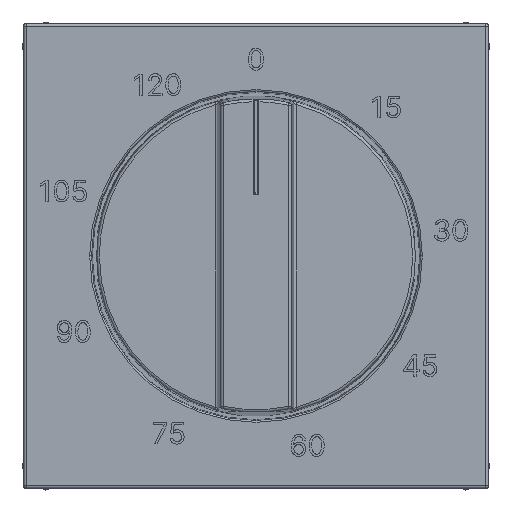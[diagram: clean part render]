
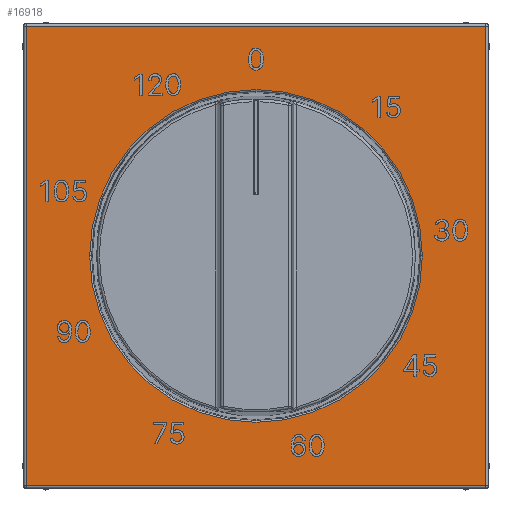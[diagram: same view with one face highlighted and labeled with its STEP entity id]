
A CAD part, top view. The second image highlights one B-rep face of the part: STEP entity #16918.
In plain terms, the highlighted face is planar.
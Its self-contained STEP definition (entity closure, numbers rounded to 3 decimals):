
#3724=DIRECTION('',(1.,0.,0.));
#3725=VECTOR('',#3724,54.881);
#3726=CARTESIAN_POINT('',(-27.44,10.,27.44));
#3727=LINE('4665',#3726,#3725);
#3732=DIRECTION('',(0.,0.,1.));
#3733=VECTOR('',#3732,54.881);
#3734=CARTESIAN_POINT('',(-27.44,10.,-27.44));
#3735=LINE('4669',#3734,#3733);
#3739=DIRECTION('',(-1.,0.,0.));
#3740=VECTOR('',#3739,54.881);
#3741=CARTESIAN_POINT('',(27.44,10.,-27.44));
#3742=LINE('4675',#3741,#3740);
#3746=DIRECTION('',(0.,0.,-1.));
#3747=VECTOR('',#3746,54.881);
#3748=CARTESIAN_POINT('',(27.44,10.,27.44));
#3749=LINE('4680',#3748,#3747);
#3753=CARTESIAN_POINT('',(0.,10.,0.));
#3754=DIRECTION('',(0.,-1.,0.));
#3755=DIRECTION('',(1.,0.,0.));
#3756=AXIS2_PLACEMENT_3D('',#3753,#3754,#3755);
#3761=CARTESIAN_POINT('',(0.,10.,0.));
#3762=DIRECTION('',(0.,-1.,0.));
#3763=DIRECTION('',(-1.,0.,0.));
#3764=AXIS2_PLACEMENT_3D('',#3761,#3762,#3763);
#15285=CARTESIAN_POINT('',(-27.44,10.,27.44));
#15286=CARTESIAN_POINT('',(27.44,10.,27.44));
#15287=VERTEX_POINT('',#15285);
#15288=VERTEX_POINT('',#15286);
#15295=CARTESIAN_POINT('',(-27.44,10.,-27.44));
#15296=VERTEX_POINT('',#15295);
#15307=CARTESIAN_POINT('',(27.44,10.,-27.44));
#15308=VERTEX_POINT('',#15307);
#15525=CARTESIAN_POINT('',(19.869,10.,0.));
#15526=CARTESIAN_POINT('',(-19.869,10.,0.));
#15527=VERTEX_POINT('',#15525);
#15528=VERTEX_POINT('',#15526);
#16897=CARTESIAN_POINT('',(0.,10.,0.));
#16898=DIRECTION('',(0.,1.,0.));
#16899=DIRECTION('',(0.,0.,-1.));
#16900=AXIS2_PLACEMENT_3D('',#16897,#16898,#16899);
#16901=PLANE('1910',#16900);
#16903=ORIENTED_EDGE('4665',*,*,#16902,.F.);
#16905=ORIENTED_EDGE('4669',*,*,#16904,.F.);
#16907=ORIENTED_EDGE('4675',*,*,#16906,.F.);
#16909=ORIENTED_EDGE('4680',*,*,#16908,.F.);
#16910=EDGE_LOOP('1910',(#16903,#16905,#16907,#16909));
#16911=FACE_OUTER_BOUND('1910',#16910,.F.);
#16913=ORIENTED_EDGE('7300',*,*,#16912,.F.);
#16915=ORIENTED_EDGE('7302',*,*,#16914,.F.);
#16916=EDGE_LOOP('1910',(#16913,#16915));
#16917=FACE_BOUND('1910',#16916,.F.);
#3757=CIRCLE('7300',#3756,19.869);
#3765=CIRCLE('7302',#3764,19.869);
#16902=EDGE_CURVE('4665',#15287,#15288,#3727,.T.);
#16904=EDGE_CURVE('4669',#15296,#15287,#3735,.T.);
#16906=EDGE_CURVE('4675',#15308,#15296,#3742,.T.);
#16908=EDGE_CURVE('4680',#15288,#15308,#3749,.T.);
#16912=EDGE_CURVE('7300',#15527,#15528,#3757,.T.);
#16914=EDGE_CURVE('7302',#15528,#15527,#3765,.T.);
#16918=ADVANCED_FACE('1910',(#16911,#16917),#16901,.T.);
